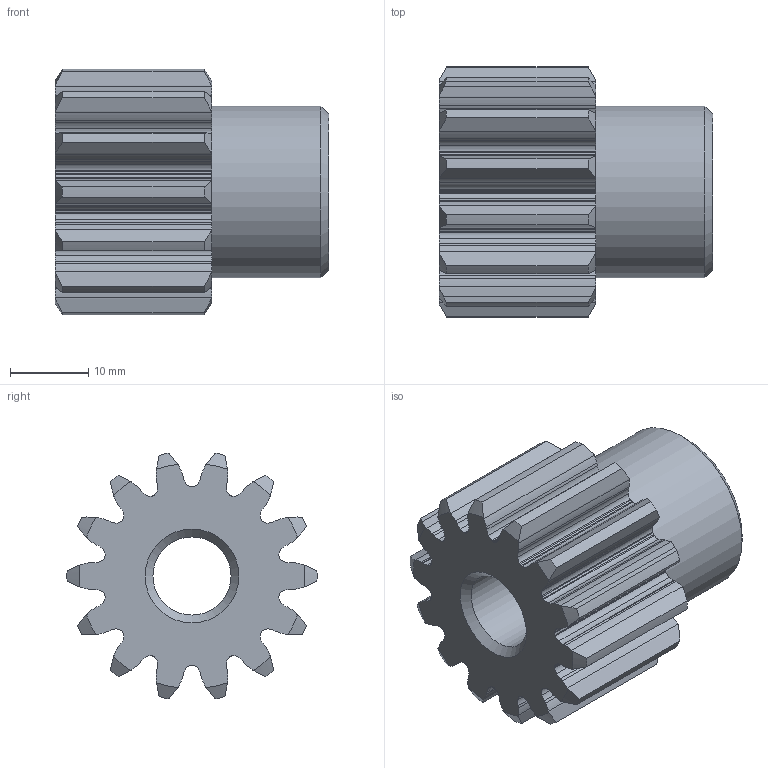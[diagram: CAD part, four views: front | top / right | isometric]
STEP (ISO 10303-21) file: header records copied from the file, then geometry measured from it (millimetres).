
FILE_DESCRIPTION(/* description */ ('Alibre Inc.'),/* implementation_level */ '2;1');
FILE_NAME(/* name */ 'export-7450B493-08E4-4197-9C08-DA9002FDDA41',/* time_stamp */ '2024-06-29T11:47:54+02:00',/* author */ (''),/* organization */ (''),/* preprocessor_version */ 'ST-DEVELOPER v17',/* originating_system */ 'Alibre',/* authorisation */ '');
FILE_SCHEMA (('AUTOMOTIVE_DESIGN'));
Length unit declared in the file: millimetre
Products named in the file (1): 401020014
Bounding box: 35 x 32 x 31.46 mm (x, y, z)
Volume: 14883.9 mm3; surface area: 6438.9 mm2
Topology: 1 solids, 1 shells, 243 faces, 721 edges, 481 vertices
Faces by surface type: cylinder 209, cone 31, plane 3
Full cylindrical faces by diameter (mm): 10 x1, 22 x1
Entity records: 8358 total; most frequent: CARTESIAN_POINT 1587, DIRECTION 1549, ORIENTED_EDGE 1442, EDGE_CURVE 721, AXIS2_PLACEMENT_3D 670, VERTEX_POINT 481, CIRCLE 427, EDGE_LOOP 246
